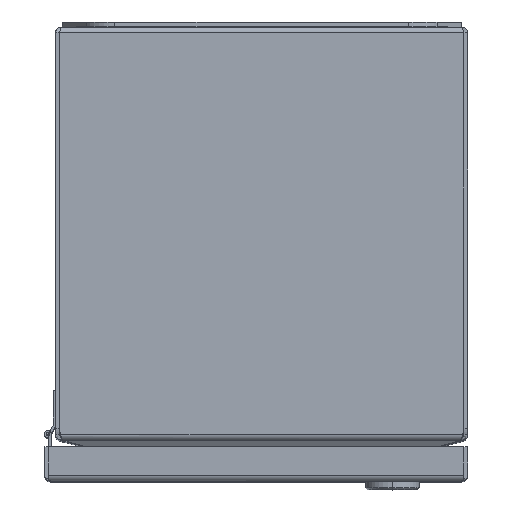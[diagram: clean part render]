
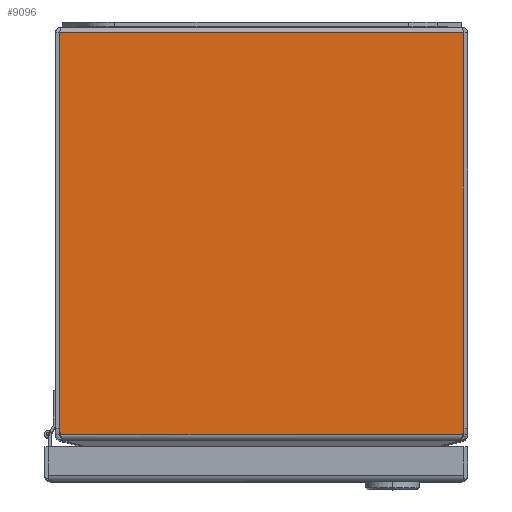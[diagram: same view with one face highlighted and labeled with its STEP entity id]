
A CAD part, top view. The second image highlights one B-rep face of the part: STEP entity #9096.
In plain terms, the highlighted planar face has unit normal (0, 0, 1).
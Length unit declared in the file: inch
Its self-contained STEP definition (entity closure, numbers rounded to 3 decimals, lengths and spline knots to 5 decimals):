
#407 = FACE_OUTER_BOUND ( 'NONE', #1267, .T. ) ;
#768 = DIRECTION ( 'NONE',  ( 0., 1., 0. ) ) ;
#911 = LINE ( 'NONE', #22040, #15337 ) ;
#1095 = EDGE_CURVE ( 'NONE', #4519, #18007, #21220, .T. ) ;
#1267 = EDGE_LOOP ( 'NONE', ( #8324, #12210, #1495, #12864, #15542, #22682 ) ) ;
#1423 = DIRECTION ( 'NONE',  ( -1., 0., 0. ) ) ;
#1495 = ORIENTED_EDGE ( 'NONE', *, *, #8852, .F. ) ;
#1965 = VERTEX_POINT ( 'NONE', #19670 ) ;
#3981 = DIRECTION ( 'NONE',  ( -1., 0., 0. ) ) ;
#4345 = CARTESIAN_POINT ( 'NONE',  ( 2.66189, -5.83953, 4. ) ) ;
#4519 = VERTEX_POINT ( 'NONE', #16368 ) ;
#4553 = LINE ( 'NONE', #8106, #10333 ) ;
#4778 = DIRECTION ( 'NONE',  ( 0., -1., 0. ) ) ;
#5691 = CARTESIAN_POINT ( 'NONE',  ( 20.527, 0., 4. ) ) ;
#6544 = CIRCLE ( 'NONE', #6902, 0.281 ) ;
#6902 = AXIS2_PLACEMENT_3D ( 'NONE', #10031, #17039, #1423 ) ;
#7280 = EDGE_CURVE ( 'NONE', #9698, #18007, #6544, .T. ) ;
#7405 = PLANE ( 'NONE',  #19943 ) ;
#8106 = CARTESIAN_POINT ( 'NONE',  ( 2.94289, -0.086, 4. ) ) ;
#8324 = ORIENTED_EDGE ( 'NONE', *, *, #21654, .F. ) ;
#8507 = CARTESIAN_POINT ( 'NONE',  ( -2.92653, -5.93401, 4. ) ) ;
#8576 = VERTEX_POINT ( 'NONE', #13271 ) ;
#8852 = EDGE_CURVE ( 'NONE', #4519, #1965, #911, .T. ) ;
#9096 = ADVANCED_FACE ( 'NONE', ( #407 ), #7405, .F. ) ;
#9698 = VERTEX_POINT ( 'NONE', #8507 ) ;
#10031 = CARTESIAN_POINT ( 'NONE',  ( -2.66189, -5.83953, 4. ) ) ;
#10333 = VECTOR ( 'NONE', #4778, 39.37008 ) ;
#12054 = CARTESIAN_POINT ( 'NONE',  ( -2.94289, -0.086, 4. ) ) ;
#12210 = ORIENTED_EDGE ( 'NONE', *, *, #15870, .F. ) ;
#12864 = ORIENTED_EDGE ( 'NONE', *, *, #1095, .T. ) ;
#13271 = CARTESIAN_POINT ( 'NONE',  ( 2.94289, -5.83953, 4. ) ) ;
#14222 = DIRECTION ( 'NONE',  ( 0., -1., 0. ) ) ;
#14586 = DIRECTION ( 'NONE',  ( 1., 0., 0. ) ) ;
#15033 = VERTEX_POINT ( 'NONE', #21619 ) ;
#15337 = VECTOR ( 'NONE', #14586, 39.37008 ) ;
#15542 = ORIENTED_EDGE ( 'NONE', *, *, #7280, .F. ) ;
#15722 = DIRECTION ( 'NONE',  ( -1., 0., 0. ) ) ;
#15736 = EDGE_CURVE ( 'NONE', #15033, #9698, #19156, .T. ) ;
#15870 = EDGE_CURVE ( 'NONE', #1965, #8576, #4553, .T. ) ;
#16180 = CARTESIAN_POINT ( 'NONE',  ( -2.94289, -5.83953, 4. ) ) ;
#16368 = CARTESIAN_POINT ( 'NONE',  ( -2.94289, -0.086, 4. ) ) ;
#16749 = DIRECTION ( 'NONE',  ( 0., 0., -1. ) ) ;
#16764 = CIRCLE ( 'NONE', #20055, 0.281 ) ;
#17039 = DIRECTION ( 'NONE',  ( 0., 0., -1. ) ) ;
#17325 = CARTESIAN_POINT ( 'NONE',  ( 20.527, -5.93401, 4. ) ) ;
#18007 = VERTEX_POINT ( 'NONE', #16180 ) ;
#19156 = LINE ( 'NONE', #17325, #21330 ) ;
#19670 = CARTESIAN_POINT ( 'NONE',  ( 2.94289, -0.086, 4. ) ) ;
#19709 = DIRECTION ( 'NONE',  ( 0., 0., -1. ) ) ;
#19943 = AXIS2_PLACEMENT_3D ( 'NONE', #5691, #19709, #3981 ) ;
#20055 = AXIS2_PLACEMENT_3D ( 'NONE', #4345, #16749, #768 ) ;
#21220 = LINE ( 'NONE', #12054, #22253 ) ;
#21330 = VECTOR ( 'NONE', #15722, 39.37008 ) ;
#21619 = CARTESIAN_POINT ( 'NONE',  ( 2.92653, -5.93401, 4. ) ) ;
#21654 = EDGE_CURVE ( 'NONE', #8576, #15033, #16764, .T. ) ;
#22040 = CARTESIAN_POINT ( 'NONE',  ( -2.914, -0.086, 4. ) ) ;
#22253 = VECTOR ( 'NONE', #14222, 39.37008 ) ;
#22682 = ORIENTED_EDGE ( 'NONE', *, *, #15736, .F. ) ;
